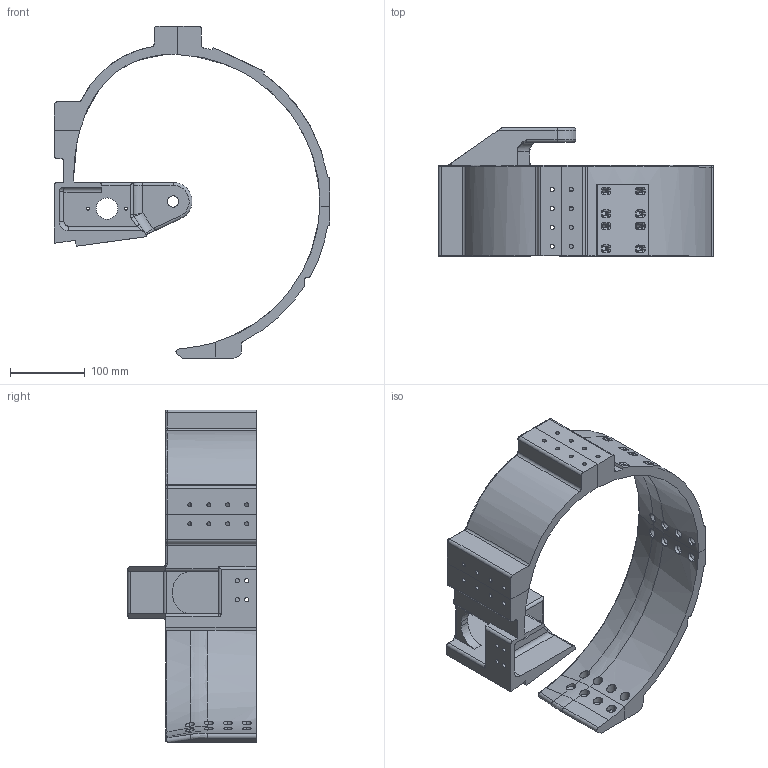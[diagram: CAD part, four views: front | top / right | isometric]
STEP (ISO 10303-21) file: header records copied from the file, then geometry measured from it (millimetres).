
FILE_DESCRIPTION (( 'STEP AP214' ), '1' );
FILE_NAME ('Revamped 3D Printed Agitator (WIP).STEP', '2026-02-23T23:42:58', ( '' ), ( '' ), 'SwSTEP 2.0', 'SolidWorks 2024', '' );
FILE_SCHEMA (( 'AUTOMOTIVE_DESIGN' ));
Length unit declared in the file: inch
Products named in the file (1): Revamped 3D Printed Agitator (WIP)
Bounding box: 368.3 x 172.09 x 444.5 mm (x, y, z)
Volume: 2176800.9 mm3; surface area: 410144.1 mm2
Topology: 5 solids, 5 shells, 566 faces, 1440 edges, 865 vertices
Faces by surface type: cylinder 291, torus 95, plane 90, cone 68, bspline 22
Entity records: 22448 total; most frequent: CARTESIAN_POINT 8606, DIRECTION 2987, ORIENTED_EDGE 2872, EDGE_CURVE 1436, AXIS2_PLACEMENT_3D 1204, VERTEX_POINT 865, CIRCLE 659, EDGE_LOOP 641
